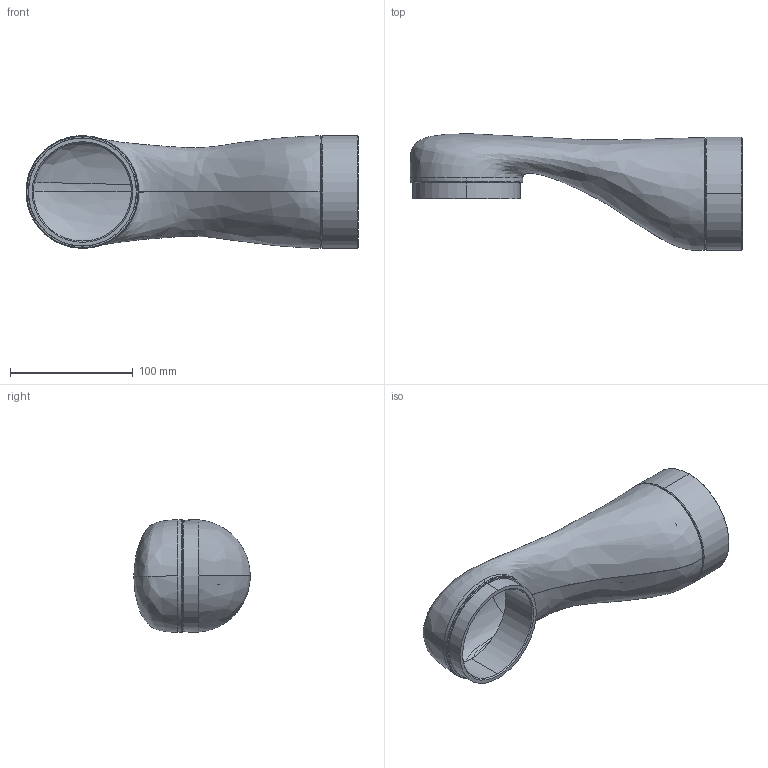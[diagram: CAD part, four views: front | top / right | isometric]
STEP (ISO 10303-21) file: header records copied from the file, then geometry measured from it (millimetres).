
FILE_DESCRIPTION (( 'STEP AP203' ), '1' );
FILE_NAME ('GEN3 SIMPLIFIED HALF ARM 1.step_Predeterminado_sldprt.STEP', '2023-06-27T08:52:21', ( '' ), ( '' ), 'SwSTEP 2.0', 'SolidWorks 2022', '' );
FILE_SCHEMA (( 'CONFIG_CONTROL_DESIGN' ));
Length unit declared in the file: millimetre
Products named in the file (1): GEN3 SIMPLIFIED HALF ARM 1.step_Predeterminado_sldprt
Bounding box: 270.8 x 94.95 x 92 mm (x, y, z)
Volume: 137755.5 mm3; surface area: 150496.4 mm2
Topology: 4 solids, 4 shells, 149 faces, 319 edges, 184 vertices
Faces by surface type: bspline 79, cylinder 28, cone 24, plane 14, torus 4
Entity records: 13518 total; most frequent: CARTESIAN_POINT 10762, ORIENTED_EDGE 638, DIRECTION 374, EDGE_CURVE 319, VERTEX_POINT 184, B_SPLINE_CURVE_WITH_KNOTS 169, EDGE_LOOP 163, AXIS2_PLACEMENT_3D 158
